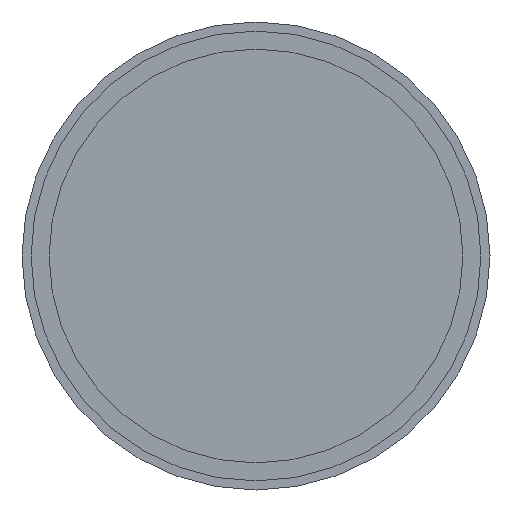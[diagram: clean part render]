
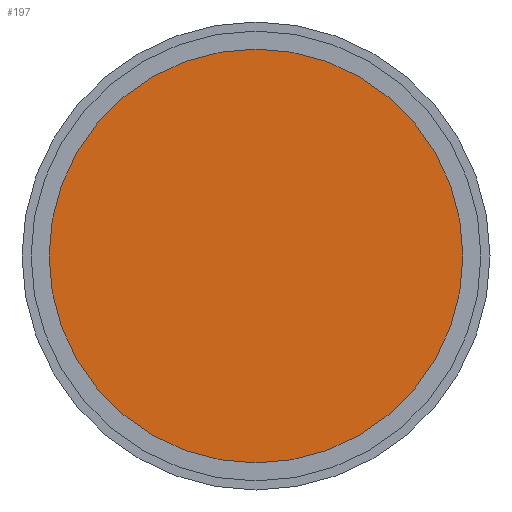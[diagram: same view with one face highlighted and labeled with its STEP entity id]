
A CAD part, front view. The second image highlights one B-rep face of the part: STEP entity #197.
In plain terms, the highlighted planar face has unit normal (0, -1, 0).
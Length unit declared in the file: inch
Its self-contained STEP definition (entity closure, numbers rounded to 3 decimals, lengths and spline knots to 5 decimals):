
#24 = DIRECTION ( 'NONE',  ( 0., 1., 0. ) ) ;
#41 = CARTESIAN_POINT ( 'NONE',  ( 0., -0.47, -2.264 ) ) ;
#96 = CARTESIAN_POINT ( 'NONE',  ( 0., -0.47, 2.264 ) ) ;
#132 = CIRCLE ( 'NONE', #330, 2.264 ) ;
#172 = AXIS2_PLACEMENT_3D ( 'NONE', #421, #325, #417 ) ;
#193 = CIRCLE ( 'NONE', #407, 2.264 ) ;
#197 = ADVANCED_FACE ( 'NONE', ( #335 ), #389, .F. ) ;
#205 = ORIENTED_EDGE ( 'NONE', *, *, #544, .F. ) ;
#215 = CARTESIAN_POINT ( 'NONE',  ( 0., -0.47, 0. ) ) ;
#224 = ORIENTED_EDGE ( 'NONE', *, *, #459, .F. ) ;
#310 = EDGE_LOOP ( 'NONE', ( #224, #205 ) ) ;
#325 = DIRECTION ( 'NONE',  ( 0., 1., 0. ) ) ;
#330 = AXIS2_PLACEMENT_3D ( 'NONE', #420, #376, #525 ) ;
#335 = FACE_OUTER_BOUND ( 'NONE', #310, .T. ) ;
#376 = DIRECTION ( 'NONE',  ( 0., 1., 0. ) ) ;
#389 = PLANE ( 'NONE',  #172 ) ;
#407 = AXIS2_PLACEMENT_3D ( 'NONE', #215, #24, #449 ) ;
#417 = DIRECTION ( 'NONE',  ( 0., 0., 1. ) ) ;
#420 = CARTESIAN_POINT ( 'NONE',  ( 0., -0.47, 0. ) ) ;
#421 = CARTESIAN_POINT ( 'NONE',  ( 2.264, -0.47, 0. ) ) ;
#449 = DIRECTION ( 'NONE',  ( 0., 0., 1. ) ) ;
#459 = EDGE_CURVE ( 'NONE', #604, #618, #193, .T. ) ;
#525 = DIRECTION ( 'NONE',  ( 0., 0., 1. ) ) ;
#544 = EDGE_CURVE ( 'NONE', #618, #604, #132, .T. ) ;
#604 = VERTEX_POINT ( 'NONE', #96 ) ;
#618 = VERTEX_POINT ( 'NONE', #41 ) ;
